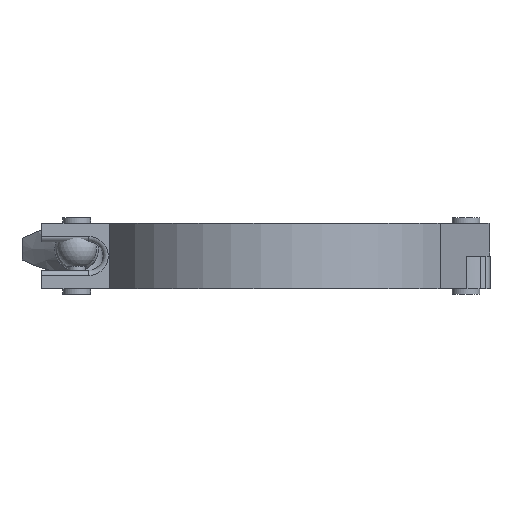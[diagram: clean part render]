
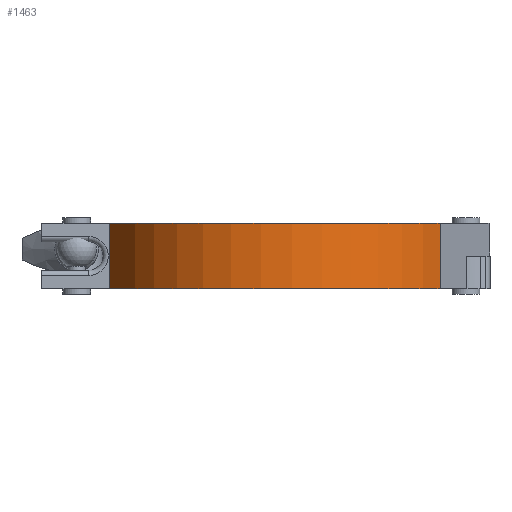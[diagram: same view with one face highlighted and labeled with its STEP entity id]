
A CAD part, front view. The second image highlights one B-rep face of the part: STEP entity #1463.
In plain terms, the highlighted cylindrical face has radius 52.092 mm (diameter 104.184 mm), a partial arc.
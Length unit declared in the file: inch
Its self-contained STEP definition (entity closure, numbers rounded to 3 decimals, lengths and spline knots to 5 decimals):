
#167=FACE_OUTER_BOUND('',#254,.T.);
#254=EDGE_LOOP('',(#1202,#1203,#1204,#1205));
#369=LINE('',#2424,#472);
#375=LINE('',#2440,#478);
#472=VECTOR('',#1947,0.3937);
#478=VECTOR('',#1967,0.3937);
#542=CIRCLE('',#1604,2.05086);
#547=CIRCLE('',#1616,2.05086);
#672=VERTEX_POINT('',#2404);
#673=VERTEX_POINT('',#2406);
#679=VERTEX_POINT('',#2422);
#682=VERTEX_POINT('',#2438);
#858=EDGE_CURVE('',#672,#673,#542,.T.);
#867=EDGE_CURVE('',#672,#679,#369,.T.);
#874=EDGE_CURVE('',#679,#682,#547,.T.);
#875=EDGE_CURVE('',#673,#682,#375,.T.);
#1202=ORIENTED_EDGE('',*,*,#874,.T.);
#1203=ORIENTED_EDGE('',*,*,#875,.F.);
#1204=ORIENTED_EDGE('',*,*,#858,.F.);
#1205=ORIENTED_EDGE('',*,*,#867,.T.);
#1401=CYLINDRICAL_SURFACE('',#1615,2.05086);
#1463=ADVANCED_FACE('',(#167),#1401,.T.);
#1604=AXIS2_PLACEMENT_3D('',#2407,#1930,#1931);
#1615=AXIS2_PLACEMENT_3D('',#2437,#1963,#1964);
#1616=AXIS2_PLACEMENT_3D('',#2439,#1965,#1966);
#1930=DIRECTION('center_axis',(0.,0.,
1.));
#1931=DIRECTION('ref_axis',(-0.874,0.486,0.));
#1947=DIRECTION('',(0.,0.,-1.));
#1963=DIRECTION('center_axis',(0.,0.,
-1.));
#1964=DIRECTION('ref_axis',(-0.874,0.486,0.));
#1965=DIRECTION('center_axis',(0.,0.,
1.));
#1966=DIRECTION('ref_axis',(-0.874,0.486,0.));
#1967=DIRECTION('',(0.,0.,-1.));
#2404=CARTESIAN_POINT('',(-1.98052,-0.22695,0.67776));
#2406=CARTESIAN_POINT('',(1.79293,-0.69016,0.67776));
#2407=CARTESIAN_POINT('Origin',(0.,0.30555,
0.67776));
#2422=CARTESIAN_POINT('',(-1.98052,-0.22695,-0.07224));
#2424=CARTESIAN_POINT('',(-1.98052,-0.22695,0.67776));
#2437=CARTESIAN_POINT('Origin',(0.,0.30555,
0.67776));
#2438=CARTESIAN_POINT('',(1.79293,-0.69016,-0.07224));
#2439=CARTESIAN_POINT('Origin',(0.,0.30555,
-0.07224));
#2440=CARTESIAN_POINT('',(1.79293,-0.69016,0.67776));
